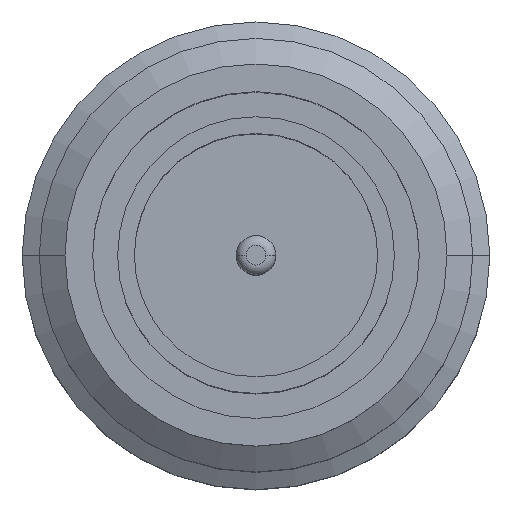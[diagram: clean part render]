
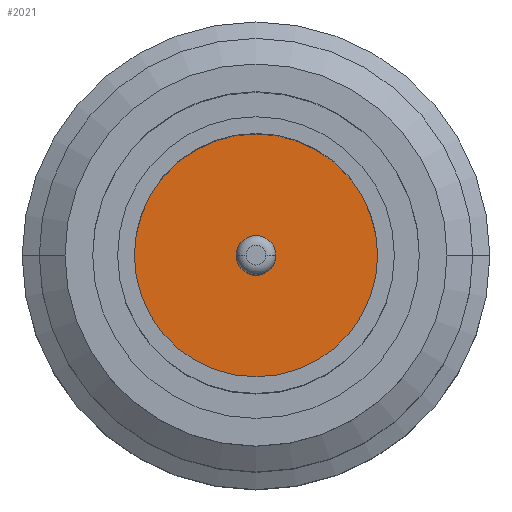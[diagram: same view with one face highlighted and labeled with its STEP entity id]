
A CAD part, top view. The second image highlights one B-rep face of the part: STEP entity #2021.
In plain terms, the highlighted planar face has unit normal (0, 0, 1).
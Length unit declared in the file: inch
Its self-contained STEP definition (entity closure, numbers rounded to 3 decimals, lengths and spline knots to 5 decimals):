
#318 = CARTESIAN_POINT ( 'NONE',  ( 0., 0., -0.361 ) ) ;
#385 = DIRECTION ( 'NONE',  ( 1., 0., 0. ) ) ;
#434 = CARTESIAN_POINT ( 'NONE',  ( 0.02, 0., -0.361 ) ) ;
#707 = EDGE_CURVE ( 'NONE', #4257, #4966, #2805, .T. ) ;
#734 = ORIENTED_EDGE ( 'NONE', *, *, #707, .F. ) ;
#750 = DIRECTION ( 'NONE',  ( 1., 0., 0. ) ) ;
#762 = CARTESIAN_POINT ( 'NONE',  ( -0.12289, 0., -0.361 ) ) ;
#1007 = FACE_BOUND ( 'NONE', #2845, .T. ) ;
#1032 = EDGE_CURVE ( 'NONE', #4966, #4257, #4907, .T. ) ;
#1077 = VERTEX_POINT ( 'NONE', #434 ) ;
#1110 = CARTESIAN_POINT ( 'NONE',  ( 0., 0., -0.361 ) ) ;
#1473 = CARTESIAN_POINT ( 'NONE',  ( 0., 0., -0.361 ) ) ;
#1506 = DIRECTION ( 'NONE',  ( 0., 0., -1. ) ) ;
#1541 = ORIENTED_EDGE ( 'NONE', *, *, #1032, .F. ) ;
#1652 = AXIS2_PLACEMENT_3D ( 'NONE', #2641, #4184, #750 ) ;
#1738 = CARTESIAN_POINT ( 'NONE',  ( 0.12289, 0., -0.361 ) ) ;
#1871 = EDGE_LOOP ( 'NONE', ( #734, #1541 ) ) ;
#2021 = ADVANCED_FACE ( 'NONE', ( #4458, #1007 ), #2526, .T. ) ;
#2067 = CARTESIAN_POINT ( 'NONE',  ( -0.02, 0., -0.361 ) ) ;
#2126 = AXIS2_PLACEMENT_3D ( 'NONE', #4118, #3292, #3369 ) ;
#2319 = AXIS2_PLACEMENT_3D ( 'NONE', #318, #3001, #3679 ) ;
#2526 = PLANE ( 'NONE',  #1652 ) ;
#2562 = ORIENTED_EDGE ( 'NONE', *, *, #3563, .F. ) ;
#2641 = CARTESIAN_POINT ( 'NONE',  ( 0., 0., -0.361 ) ) ;
#2805 = CIRCLE ( 'NONE', #2319, 0.12289 ) ;
#2845 = EDGE_LOOP ( 'NONE', ( #2562, #4088 ) ) ;
#2916 = CIRCLE ( 'NONE', #3956, 0.02 ) ;
#2992 = VERTEX_POINT ( 'NONE', #2067 ) ;
#3001 = DIRECTION ( 'NONE',  ( 0., 0., -1. ) ) ;
#3292 = DIRECTION ( 'NONE',  ( 0., 0., 1. ) ) ;
#3369 = DIRECTION ( 'NONE',  ( 1., 0., 0. ) ) ;
#3563 = EDGE_CURVE ( 'NONE', #2992, #1077, #2916, .T. ) ;
#3679 = DIRECTION ( 'NONE',  ( 1., 0., 0. ) ) ;
#3746 = DIRECTION ( 'NONE',  ( 0., 0., 1. ) ) ;
#3956 = AXIS2_PLACEMENT_3D ( 'NONE', #1473, #3746, #385 ) ;
#4088 = ORIENTED_EDGE ( 'NONE', *, *, #4962, .F. ) ;
#4118 = CARTESIAN_POINT ( 'NONE',  ( 0., 0., -0.361 ) ) ;
#4184 = DIRECTION ( 'NONE',  ( 0., 0., 1. ) ) ;
#4205 = DIRECTION ( 'NONE',  ( 1., 0., 0. ) ) ;
#4257 = VERTEX_POINT ( 'NONE', #762 ) ;
#4458 = FACE_OUTER_BOUND ( 'NONE', #1871, .T. ) ;
#4643 = CIRCLE ( 'NONE', #2126, 0.02 ) ;
#4743 = AXIS2_PLACEMENT_3D ( 'NONE', #1110, #1506, #4205 ) ;
#4907 = CIRCLE ( 'NONE', #4743, 0.12289 ) ;
#4962 = EDGE_CURVE ( 'NONE', #1077, #2992, #4643, .T. ) ;
#4966 = VERTEX_POINT ( 'NONE', #1738 ) ;
